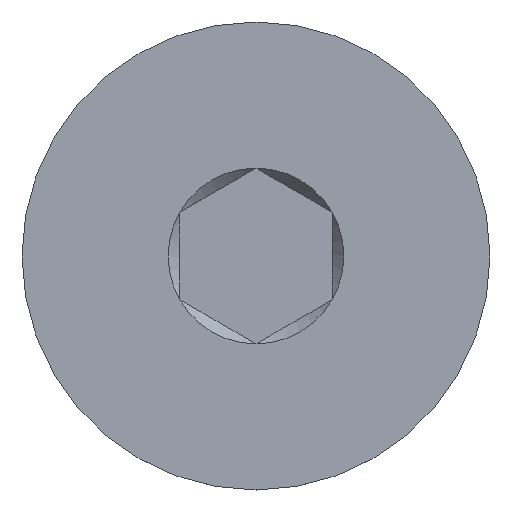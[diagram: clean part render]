
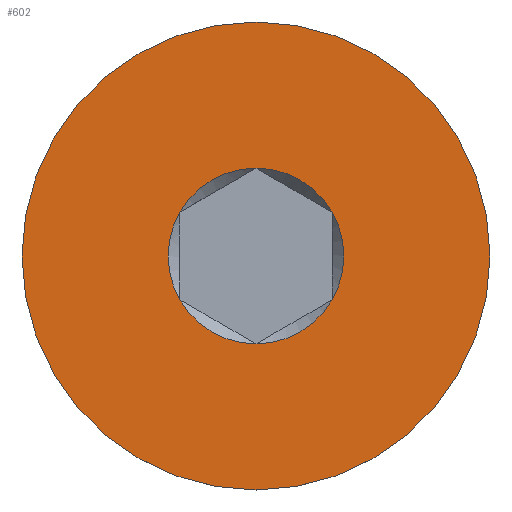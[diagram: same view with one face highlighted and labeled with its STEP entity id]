
A CAD part, top view. The second image highlights one B-rep face of the part: STEP entity #602.
In plain terms, the highlighted planar face has unit normal (0, 0, 1).
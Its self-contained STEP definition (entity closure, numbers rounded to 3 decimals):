
#17=FACE_BOUND('',#117,.T.);
#18=PLANE('',#671);
#79=FACE_OUTER_BOUND('',#116,.T.);
#116=EDGE_LOOP('',(#469,#470));
#117=EDGE_LOOP('',(#471,#472,#473,#474,#475,#476));
#141=CIRCLE('',#663,0.751);
#142=CIRCLE('',#665,2.);
#143=CIRCLE('',#666,2.);
#147=CIRCLE('',#672,0.751);
#148=CIRCLE('',#673,0.751);
#149=CIRCLE('',#674,0.751);
#150=CIRCLE('',#675,0.751);
#151=CIRCLE('',#676,0.751);
#269=VERTEX_POINT('',#2191);
#270=VERTEX_POINT('',#2192);
#271=VERTEX_POINT('',#2198);
#272=VERTEX_POINT('',#2199);
#278=VERTEX_POINT('',#2286);
#279=VERTEX_POINT('',#2288);
#280=VERTEX_POINT('',#2290);
#281=VERTEX_POINT('',#2292);
#344=EDGE_CURVE('',#269,#270,#141,.T.);
#345=EDGE_CURVE('',#271,#272,#142,.T.);
#346=EDGE_CURVE('',#272,#271,#143,.T.);
#355=EDGE_CURVE('',#270,#278,#147,.T.);
#356=EDGE_CURVE('',#278,#279,#148,.T.);
#357=EDGE_CURVE('',#279,#280,#149,.T.);
#358=EDGE_CURVE('',#280,#281,#150,.T.);
#359=EDGE_CURVE('',#281,#269,#151,.T.);
#469=ORIENTED_EDGE('',*,*,#345,.T.);
#470=ORIENTED_EDGE('',*,*,#346,.T.);
#471=ORIENTED_EDGE('',*,*,#355,.T.);
#472=ORIENTED_EDGE('',*,*,#356,.T.);
#473=ORIENTED_EDGE('',*,*,#357,.T.);
#474=ORIENTED_EDGE('',*,*,#358,.T.);
#475=ORIENTED_EDGE('',*,*,#359,.T.);
#476=ORIENTED_EDGE('',*,*,#344,.T.);
#602=ADVANCED_FACE('',(#79,#17),#18,.F.);
#663=AXIS2_PLACEMENT_3D('',#2196,#756,#757);
#665=AXIS2_PLACEMENT_3D('',#2200,#760,#761);
#666=AXIS2_PLACEMENT_3D('',#2201,#762,#763);
#671=AXIS2_PLACEMENT_3D('',#2285,#774,#775);
#672=AXIS2_PLACEMENT_3D('',#2287,#776,#777);
#673=AXIS2_PLACEMENT_3D('',#2289,#778,#779);
#674=AXIS2_PLACEMENT_3D('',#2291,#780,#781);
#675=AXIS2_PLACEMENT_3D('',#2293,#782,#783);
#676=AXIS2_PLACEMENT_3D('',#2294,#784,#785);
#756=DIRECTION('center_axis',(0.,0.,-1.));
#757=DIRECTION('ref_axis',(-1.,0.,0.));
#760=DIRECTION('center_axis',(0.,0.,1.));
#761=DIRECTION('ref_axis',(0.,-1.,0.));
#762=DIRECTION('center_axis',(0.,0.,1.));
#763=DIRECTION('ref_axis',(0.,-1.,0.));
#774=DIRECTION('center_axis',(0.,0.,-1.));
#775=DIRECTION('ref_axis',(0.,1.,0.));
#776=DIRECTION('center_axis',(0.,0.,-1.));
#777=DIRECTION('ref_axis',(-1.,0.,0.));
#778=DIRECTION('center_axis',(0.,0.,-1.));
#779=DIRECTION('ref_axis',(-1.,0.,0.));
#780=DIRECTION('center_axis',(0.,0.,-1.));
#781=DIRECTION('ref_axis',(-1.,0.,0.));
#782=DIRECTION('center_axis',(0.,0.,-1.));
#783=DIRECTION('ref_axis',(-1.,0.,0.));
#784=DIRECTION('center_axis',(0.,0.,-1.));
#785=DIRECTION('ref_axis',(-1.,0.,0.));
#2191=CARTESIAN_POINT('',(-0.65,-0.375,2.));
#2192=CARTESIAN_POINT('',(-0.65,0.375,2.));
#2196=CARTESIAN_POINT('Origin',(0.,0.,2.));
#2198=CARTESIAN_POINT('',(0.,-2.,2.));
#2199=CARTESIAN_POINT('',(0.,2.,2.));
#2200=CARTESIAN_POINT('Origin',(0.,0.,2.));
#2201=CARTESIAN_POINT('Origin',(0.,0.,2.));
#2285=CARTESIAN_POINT('Origin',(0.,0.,
2.));
#2286=CARTESIAN_POINT('',(0.,0.751,2.));
#2287=CARTESIAN_POINT('Origin',(0.,0.,2.));
#2288=CARTESIAN_POINT('',(0.65,0.375,2.));
#2289=CARTESIAN_POINT('Origin',(0.,0.,2.));
#2290=CARTESIAN_POINT('',(0.65,-0.375,2.));
#2291=CARTESIAN_POINT('Origin',(0.,0.,2.));
#2292=CARTESIAN_POINT('',(0.,-0.751,2.));
#2293=CARTESIAN_POINT('Origin',(0.,0.,2.));
#2294=CARTESIAN_POINT('Origin',(0.,0.,2.));
